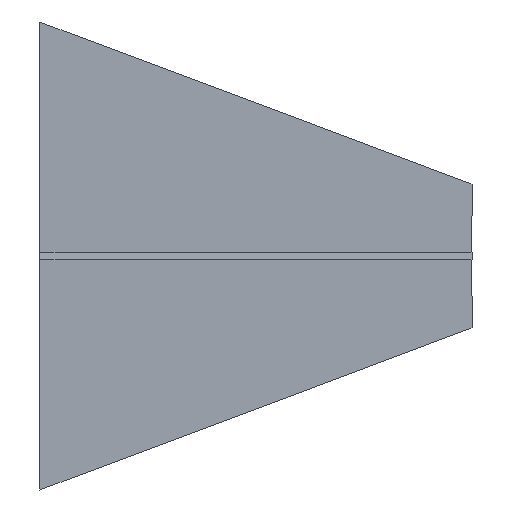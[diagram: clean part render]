
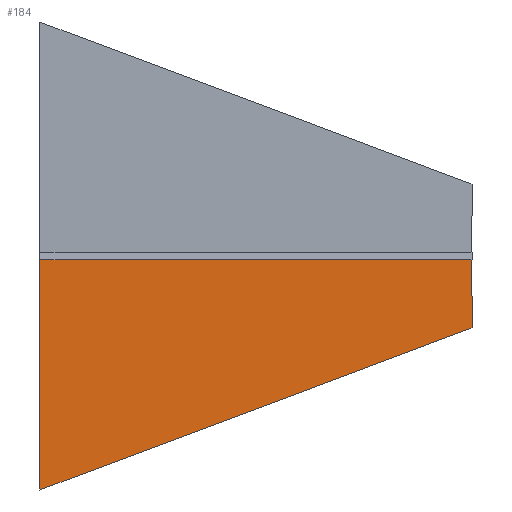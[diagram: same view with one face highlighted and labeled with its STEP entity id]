
A CAD part, left-side view. The second image highlights one B-rep face of the part: STEP entity #184.
In plain terms, the highlighted planar face has unit normal (-1, 0, 0).
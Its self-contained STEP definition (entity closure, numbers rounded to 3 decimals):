
#14 = CARTESIAN_POINT ( 'NONE',  ( -2.5, -100.007, -124.997 ) ) ;
#15 = CARTESIAN_POINT ( 'NONE',  ( -2.5, -175.01, -96.865 ) ) ;
#31 = LINE ( 'NONE', #361, #502 ) ;
#69 = ORIENTED_EDGE ( 'NONE', *, *, #516, .T. ) ;
#76 = DIRECTION ( 'NONE',  ( 0., 0., -1. ) ) ;
#80 = CARTESIAN_POINT ( 'NONE',  ( -2.5, -300., -2.5 ) ) ;
#81 = ORIENTED_EDGE ( 'NONE', *, *, #595, .F. ) ;
#112 = EDGE_LOOP ( 'NONE', ( #404, #81, #409, #69 ) ) ;
#115 = DIRECTION ( 'NONE',  ( 0., 0., -1. ) ) ;
#122 = PLANE ( 'NONE',  #234 ) ;
#154 = CARTESIAN_POINT ( 'NONE',  ( -2.5, 0., -162.5 ) ) ;
#169 = VECTOR ( 'NONE', #664, 1000. ) ;
#173 = DIRECTION ( 'NONE',  ( 1., 0., 0. ) ) ;
#184 = ADVANCED_FACE ( 'NONE', ( #571 ), #122, .F. ) ;
#202 = CARTESIAN_POINT ( 'NONE',  ( -2.5, -300., 0. ) ) ;
#234 = AXIS2_PLACEMENT_3D ( 'NONE', #528, #173, #115 ) ;
#236 = CARTESIAN_POINT ( 'NONE',  ( -2.5, 0., -162.5 ) ) ;
#291 = CARTESIAN_POINT ( 'NONE',  ( -2.5, -287.506, -54.643 ) ) ;
#361 = CARTESIAN_POINT ( 'NONE',  ( -2.5, 0., 0. ) ) ;
#384 = EDGE_CURVE ( 'NONE', #584, #733, #455, .T. ) ;
#401 = VECTOR ( 'NONE', #442, 1000. ) ;
#404 = ORIENTED_EDGE ( 'NONE', *, *, #450, .T. ) ;
#409 = ORIENTED_EDGE ( 'NONE', *, *, #384, .T. ) ;
#412 = CARTESIAN_POINT ( 'NONE',  ( -2.5, -275.008, -59.339 ) ) ;
#442 = DIRECTION ( 'NONE',  ( 0., 1., 0. ) ) ;
#443 = VERTEX_POINT ( 'NONE', #154 ) ;
#446 = B_SPLINE_CURVE_WITH_KNOTS ( 'NONE', 3,
 ( #236, #696, #14, #15, #699, #580, #526, #412, #291, #574 ),
 .UNSPECIFIED., .F., .F.,
 ( 4, 2, 2, 2, 4 ),
 ( 0., 0.16, 0.24, 0.28, 0.32 ),
 .UNSPECIFIED. ) ;
#450 = EDGE_CURVE ( 'NONE', #443, #640, #446, .T. ) ;
#455 = LINE ( 'NONE', #602, #401 ) ;
#502 = VECTOR ( 'NONE', #76, 1000. ) ;
#516 = EDGE_CURVE ( 'NONE', #733, #443, #31, .T. ) ;
#526 = CARTESIAN_POINT ( 'NONE',  ( -2.5, -250.011, -68.726 ) ) ;
#528 = CARTESIAN_POINT ( 'NONE',  ( -2.5, -300.003, 0. ) ) ;
#556 = CARTESIAN_POINT ( 'NONE',  ( -2.5, 0., -2.5 ) ) ;
#571 = FACE_OUTER_BOUND ( 'NONE', #112, .T. ) ;
#574 = CARTESIAN_POINT ( 'NONE',  ( -2.5, -300.002, -49.938 ) ) ;
#580 = CARTESIAN_POINT ( 'NONE',  ( -2.5, -237.511, -73.417 ) ) ;
#584 = VERTEX_POINT ( 'NONE', #80 ) ;
#595 = EDGE_CURVE ( 'NONE', #584, #640, #613, .T. ) ;
#602 = CARTESIAN_POINT ( 'NONE',  ( -2.5, -300.003, -2.5 ) ) ;
#613 = LINE ( 'NONE', #202, #169 ) ;
#640 = VERTEX_POINT ( 'NONE', #729 ) ;
#664 = DIRECTION ( 'NONE',  ( 0., 0., -1. ) ) ;
#696 = CARTESIAN_POINT ( 'NONE',  ( -2.5, -50.003, -143.748 ) ) ;
#699 = CARTESIAN_POINT ( 'NONE',  ( -2.5, -200.011, -87.488 ) ) ;
#729 = CARTESIAN_POINT ( 'NONE',  ( -2.5, -300.002, -49.938 ) ) ;
#733 = VERTEX_POINT ( 'NONE', #556 ) ;
